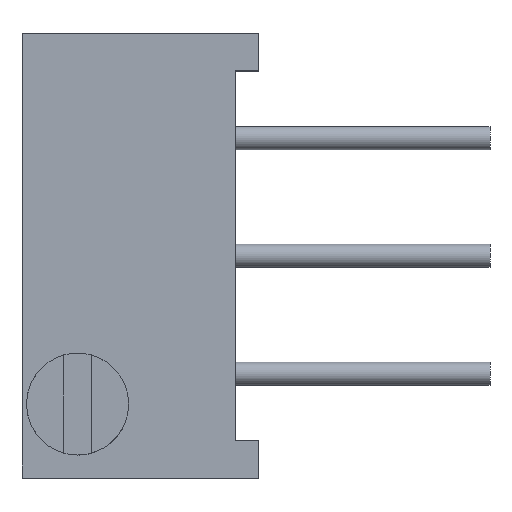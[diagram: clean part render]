
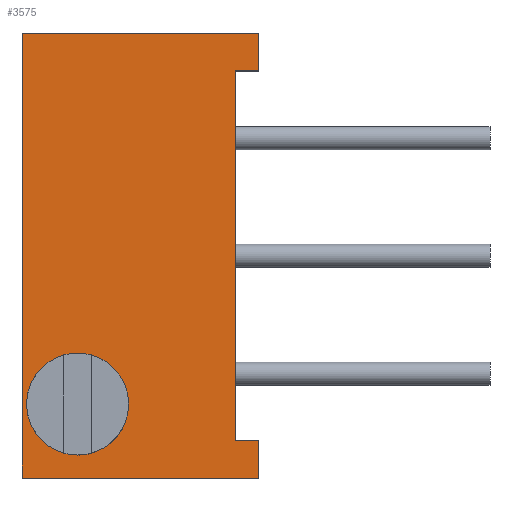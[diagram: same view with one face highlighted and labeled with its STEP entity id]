
A CAD part, top view. The second image highlights one B-rep face of the part: STEP entity #3575.
In plain terms, the highlighted planar face has unit normal (0, 0, 1).
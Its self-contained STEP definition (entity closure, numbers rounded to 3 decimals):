
#47=CIRCLE('',#3737,1.1);
#395=ORIENTED_EDGE('',*,*,#1169,.F.);
#396=ORIENTED_EDGE('',*,*,#1170,.F.);
#397=ORIENTED_EDGE('',*,*,#1171,.F.);
#398=ORIENTED_EDGE('',*,*,#1172,.T.);
#399=ORIENTED_EDGE('',*,*,#1156,.F.);
#400=ORIENTED_EDGE('',*,*,#1173,.F.);
#401=ORIENTED_EDGE('',*,*,#1174,.F.);
#402=ORIENTED_EDGE('',*,*,#1175,.T.);
#403=ORIENTED_EDGE('',*,*,#1041,.T.);
#1041=EDGE_CURVE('',#1430,#1428,#1690,.T.);
#1156=EDGE_CURVE('',#1544,#1534,#1704,.T.);
#1169=EDGE_CURVE('',#1555,#1555,#47,.T.);
#1170=EDGE_CURVE('',#1556,#1428,#1716,.T.);
#1171=EDGE_CURVE('',#1557,#1556,#1717,.T.);
#1172=EDGE_CURVE('',#1557,#1534,#1718,.T.);
#1173=EDGE_CURVE('',#1558,#1544,#1719,.T.);
#1174=EDGE_CURVE('',#1559,#1558,#1720,.T.);
#1175=EDGE_CURVE('',#1559,#1430,#1721,.T.);
#1428=VERTEX_POINT('',#4331);
#1430=VERTEX_POINT('',#4334);
#1534=VERTEX_POINT('',#4986);
#1544=VERTEX_POINT('',#5006);
#1555=VERTEX_POINT('',#5035);
#1556=VERTEX_POINT('',#5037);
#1557=VERTEX_POINT('',#5039);
#1558=VERTEX_POINT('',#5042);
#1559=VERTEX_POINT('',#5044);
#1690=LINE('',#4333,#1857);
#1704=LINE('',#5007,#1871);
#1716=LINE('',#5036,#1883);
#1717=LINE('',#5038,#1884);
#1718=LINE('',#5040,#1885);
#1719=LINE('',#5041,#1886);
#1720=LINE('',#5043,#1887);
#1721=LINE('',#5045,#1888);
#1857=VECTOR('',#3876,1000.);
#1871=VECTOR('',#3898,1000.);
#1883=VECTOR('',#3922,1000.);
#1884=VECTOR('',#3923,1000.);
#1885=VECTOR('',#3924,1000.);
#1886=VECTOR('',#3925,1000.);
#1887=VECTOR('',#3926,1000.);
#1888=VECTOR('',#3927,1000.);
#2044=EDGE_LOOP('',(#395));
#2045=EDGE_LOOP('',(#396,#397,#398,#399,#400,#401,#402,#403));
#2219=FACE_BOUND('',#2044,.T.);
#2220=FACE_BOUND('',#2045,.T.);
#2378=PLANE('',#3736);
#3575=ADVANCED_FACE('',(#2219,#2220),#2378,.T.);
#3736=AXIS2_PLACEMENT_3D('',#5033,#3918,#3919);
#3737=AXIS2_PLACEMENT_3D('',#5034,#3920,#3921);
#3876=DIRECTION('',(0.,-1.,0.));
#3898=DIRECTION('',(0.,-1.,0.));
#3918=DIRECTION('',(0.,0.,1.));
#3919=DIRECTION('',(1.,0.,0.));
#3920=DIRECTION('',(0.,0.,1.));
#3921=DIRECTION('',(1.,0.,0.));
#3922=DIRECTION('',(-1.,0.,0.));
#3923=DIRECTION('',(0.,-1.,0.));
#3924=DIRECTION('',(-1.,0.,0.));
#3925=DIRECTION('',(-1.,0.,0.));
#3926=DIRECTION('',(0.,-1.,0.));
#3927=DIRECTION('',(-1.,0.,0.));
#4331=CARTESIAN_POINT('',(-2.3,0.,4.85));
#4333=CARTESIAN_POINT('',(-2.3,9.6,4.85));
#4334=CARTESIAN_POINT('',(-2.3,9.6,4.85));
#4986=CARTESIAN_POINT('',(2.3,0.8,4.85));
#5006=CARTESIAN_POINT('',(2.3,8.8,4.85));
#5007=CARTESIAN_POINT('',(2.3,9.6,4.85));
#5033=CARTESIAN_POINT('',(2.3,9.6,4.85));
#5034=CARTESIAN_POINT('',(-1.1,1.595,4.85));
#5035=CARTESIAN_POINT('',(0.,1.595,4.85));
#5036=CARTESIAN_POINT('',(2.3,0.,4.85));
#5037=CARTESIAN_POINT('',(2.8,0.,4.85));
#5038=CARTESIAN_POINT('',(2.8,0.8,4.85));
#5039=CARTESIAN_POINT('',(2.8,0.8,4.85));
#5040=CARTESIAN_POINT('',(2.8,0.8,4.85));
#5041=CARTESIAN_POINT('',(2.8,8.8,4.85));
#5042=CARTESIAN_POINT('',(2.8,8.8,4.85));
#5043=CARTESIAN_POINT('',(2.8,9.6,4.85));
#5044=CARTESIAN_POINT('',(2.8,9.6,4.85));
#5045=CARTESIAN_POINT('',(2.3,9.6,4.85));
